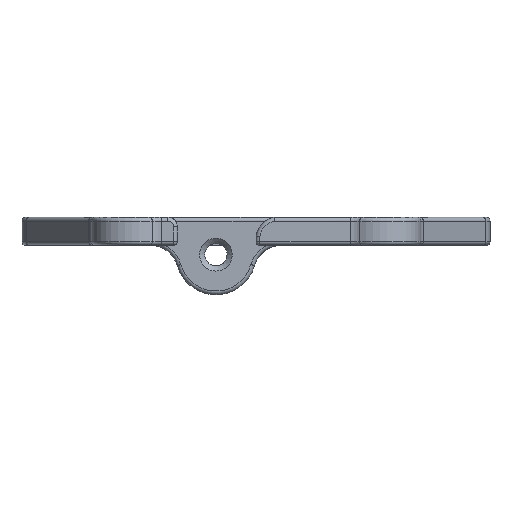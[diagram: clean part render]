
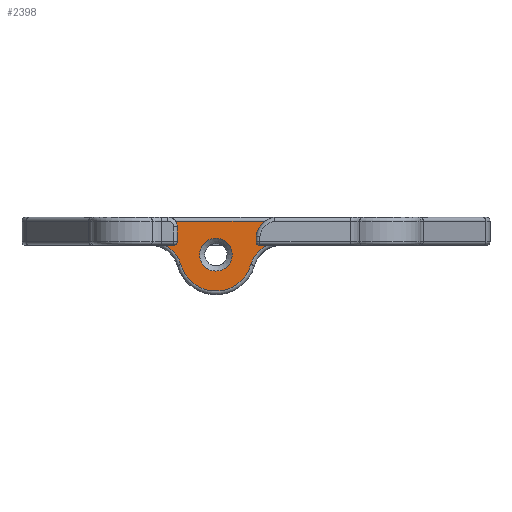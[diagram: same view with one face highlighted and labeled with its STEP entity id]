
A CAD part, front view. The second image highlights one B-rep face of the part: STEP entity #2398.
In plain terms, the highlighted planar face has unit normal (0, -1, 0).
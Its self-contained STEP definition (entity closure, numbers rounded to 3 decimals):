
#135=FACE_BOUND('',#396,.T.);
#142=PLANE('',#2664);
#200=FACE_OUTER_BOUND('',#395,.T.);
#395=EDGE_LOOP('',(#1831,#1832,#1833,#1834,#1835,#1836,#1837,#1838,#1839,
#1840,#1841,#1842));
#396=EDGE_LOOP('',(#1843));
#549=LINE('',#4131,#689);
#564=LINE('',#4191,#704);
#573=LINE('',#4271,#713);
#574=LINE('',#4275,#714);
#575=LINE('',#4285,#715);
#689=VECTOR('',#3124,10.);
#704=VECTOR('',#3169,10.);
#713=VECTOR('',#3230,10.);
#714=VECTOR('',#3233,10.);
#715=VECTOR('',#3244,10.);
#886=CIRCLE('',#2663,1.75);
#887=CIRCLE('',#2665,1.);
#888=CIRCLE('',#2666,0.4);
#889=CIRCLE('',#2667,3.4);
#890=CIRCLE('',#2668,3.9);
#891=CIRCLE('',#2669,3.4);
#892=CIRCLE('',#2670,0.4);
#893=CIRCLE('',#2671,2.443);
#1076=VERTEX_POINT('',#4125);
#1077=VERTEX_POINT('',#4130);
#1106=VERTEX_POINT('',#4188);
#1107=VERTEX_POINT('',#4190);
#1124=VERTEX_POINT('',#4265);
#1125=VERTEX_POINT('',#4269);
#1126=VERTEX_POINT('',#4270);
#1127=VERTEX_POINT('',#4272);
#1128=VERTEX_POINT('',#4274);
#1129=VERTEX_POINT('',#4277);
#1130=VERTEX_POINT('',#4279);
#1131=VERTEX_POINT('',#4282);
#1132=VERTEX_POINT('',#4284);
#1320=EDGE_CURVE('',#1077,#1076,#549,.T.);
#1350=EDGE_CURVE('',#1106,#1107,#564,.T.);
#1377=EDGE_CURVE('',#1124,#1124,#886,.T.);
#1378=EDGE_CURVE('',#1125,#1126,#573,.T.);
#1379=EDGE_CURVE('',#1127,#1125,#887,.F.);
#1380=EDGE_CURVE('',#1128,#1127,#574,.T.);
#1381=EDGE_CURVE('',#1077,#1128,#888,.F.);
#1382=EDGE_CURVE('',#1129,#1076,#889,.T.);
#1383=EDGE_CURVE('',#1130,#1129,#890,.T.);
#1384=EDGE_CURVE('',#1107,#1130,#891,.T.);
#1385=EDGE_CURVE('',#1131,#1106,#892,.F.);
#1386=EDGE_CURVE('',#1131,#1132,#575,.T.);
#1387=EDGE_CURVE('',#1126,#1132,#893,.T.);
#1831=ORIENTED_EDGE('',*,*,#1378,.F.);
#1832=ORIENTED_EDGE('',*,*,#1379,.F.);
#1833=ORIENTED_EDGE('',*,*,#1380,.F.);
#1834=ORIENTED_EDGE('',*,*,#1381,.F.);
#1835=ORIENTED_EDGE('',*,*,#1320,.T.);
#1836=ORIENTED_EDGE('',*,*,#1382,.F.);
#1837=ORIENTED_EDGE('',*,*,#1383,.F.);
#1838=ORIENTED_EDGE('',*,*,#1384,.F.);
#1839=ORIENTED_EDGE('',*,*,#1350,.F.);
#1840=ORIENTED_EDGE('',*,*,#1385,.F.);
#1841=ORIENTED_EDGE('',*,*,#1386,.T.);
#1842=ORIENTED_EDGE('',*,*,#1387,.F.);
#1843=ORIENTED_EDGE('',*,*,#1377,.F.);
#2398=ADVANCED_FACE('',(#200,#135),#142,.T.);
#2663=AXIS2_PLACEMENT_3D('',#4267,#3226,#3227);
#2664=AXIS2_PLACEMENT_3D('',#4268,#3228,#3229);
#2665=AXIS2_PLACEMENT_3D('',#4273,#3231,#3232);
#2666=AXIS2_PLACEMENT_3D('',#4276,#3234,#3235);
#2667=AXIS2_PLACEMENT_3D('',#4278,#3236,#3237);
#2668=AXIS2_PLACEMENT_3D('',#4280,#3238,#3239);
#2669=AXIS2_PLACEMENT_3D('',#4281,#3240,#3241);
#2670=AXIS2_PLACEMENT_3D('',#4283,#3242,#3243);
#2671=AXIS2_PLACEMENT_3D('',#4286,#3245,#3246);
#3124=DIRECTION('',(-1.,0.,0.));
#3169=DIRECTION('',(1.,0.,0.));
#3226=DIRECTION('center_axis',(0.,-1.,0.));
#3227=DIRECTION('ref_axis',(1.,0.,0.));
#3228=DIRECTION('center_axis',(0.,-1.,0.));
#3229=DIRECTION('ref_axis',(1.,0.,0.));
#3230=DIRECTION('',(1.,0.,0.));
#3231=DIRECTION('center_axis',(0.,1.,0.));
#3232=DIRECTION('ref_axis',(0.707,0.,0.707));
#3233=DIRECTION('',(0.,0.,1.));
#3234=DIRECTION('center_axis',(0.,1.,0.));
#3235=DIRECTION('ref_axis',(0.707,0.,-0.707));
#3236=DIRECTION('center_axis',(0.,-1.,0.));
#3237=DIRECTION('ref_axis',(0.603,0.,0.798));
#3238=DIRECTION('center_axis',(0.,1.,0.));
#3239=DIRECTION('ref_axis',(0.,0.,-1.));
#3240=DIRECTION('center_axis',(0.,-1.,0.));
#3241=DIRECTION('ref_axis',(-0.603,0.,0.798));
#3242=DIRECTION('center_axis',(0.,1.,0.));
#3243=DIRECTION('ref_axis',(-0.707,0.,-0.707));
#3244=DIRECTION('',(0.,0.,1.));
#3245=DIRECTION('center_axis',(0.,-1.,0.));
#3246=DIRECTION('ref_axis',(-0.196,0.,0.981));
#4125=CARTESIAN_POINT('',(35.084,100.663,91.501));
#4130=CARTESIAN_POINT('',(35.97,100.663,91.501));
#4131=CARTESIAN_POINT('',(42.655,100.663,91.501));
#4188=CARTESIAN_POINT('',(45.205,100.663,91.501));
#4190=CARTESIAN_POINT('',(45.926,100.663,91.501));
#4191=CARTESIAN_POINT('',(42.655,100.663,91.501));
#4265=CARTESIAN_POINT('',(38.755,100.663,90.501));
#4267=CARTESIAN_POINT('Origin',(40.505,100.663,90.501));
#4268=CARTESIAN_POINT('Origin',(40.505,100.663,108.001));
#4269=CARTESIAN_POINT('',(36.17,100.663,94.101));
#4270=CARTESIAN_POINT('',(45.807,100.663,94.101));
#4271=CARTESIAN_POINT('',(42.655,100.663,94.101));
#4272=CARTESIAN_POINT('',(36.37,100.663,93.501));
#4273=CARTESIAN_POINT('Origin',(35.37,100.663,93.501));
#4274=CARTESIAN_POINT('',(36.37,100.663,91.901));
#4275=CARTESIAN_POINT('',(36.37,100.663,91.501));
#4276=CARTESIAN_POINT('Origin',(35.97,100.663,91.901));
#4277=CARTESIAN_POINT('',(36.754,100.663,89.433));
#4278=CARTESIAN_POINT('Origin',(33.484,100.663,88.501));
#4279=CARTESIAN_POINT('',(44.256,100.663,89.433));
#4280=CARTESIAN_POINT('Origin',(40.505,100.663,90.501));
#4281=CARTESIAN_POINT('Origin',(47.526,100.663,88.501));
#4282=CARTESIAN_POINT('',(44.805,100.663,91.901));
#4283=CARTESIAN_POINT('Origin',(45.205,100.663,91.901));
#4284=CARTESIAN_POINT('',(44.805,100.663,92.501));
#4285=CARTESIAN_POINT('',(44.805,100.663,91.501));
#4286=CARTESIAN_POINT('Origin',(47.216,100.663,92.106));
